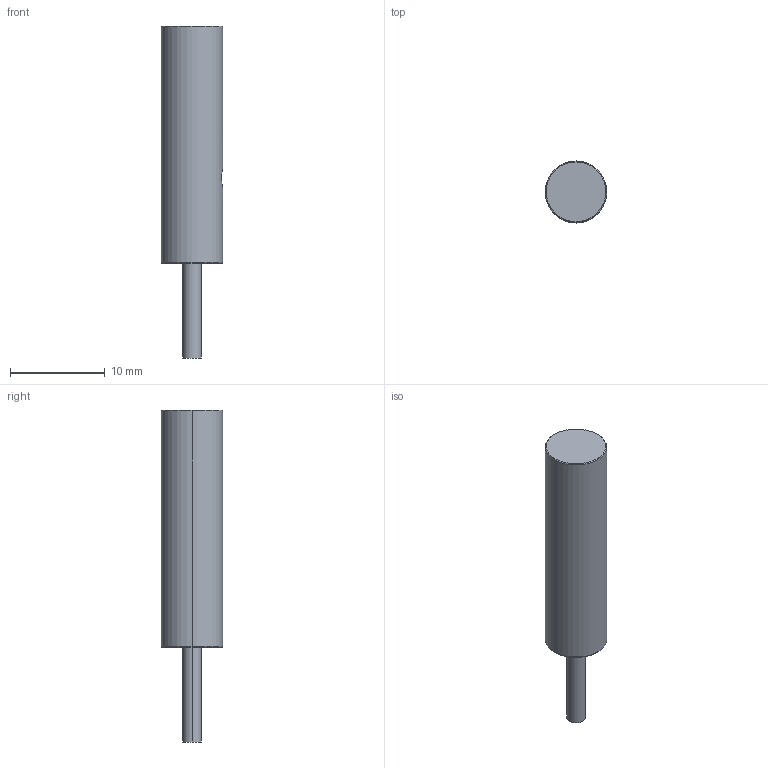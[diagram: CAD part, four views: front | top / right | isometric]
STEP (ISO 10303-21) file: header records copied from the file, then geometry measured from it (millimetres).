
FILE_DESCRIPTION((''),'2;1');
FILE_NAME('PRT0001','2012-02-09T',('dhelisch'),(''),'PRO/ENGINEER BY PARAMETRIC TECHNOLOGY CORPORATION, 2007250','PRO/ENGINEER BY PARAMETRIC TECHNOLOGY CORPORATION, 2007250','');
FILE_SCHEMA(('CONFIG_CONTROL_DESIGN'));
Length unit declared in the file: millimetre
Products named in the file (1): PRT0001
Bounding box: 6.5 x 6.5 x 35 mm (x, y, z)
Volume: 858.9 mm3; surface area: 640.6 mm2
Topology: 1 solids, 1 shells, 12 faces, 79 edges, 74 vertices
Faces by surface type: cylinder 4, torus 4, plane 3, sphere 1
Entity records: 1145 total; most frequent: DIRECTION 133, CARTESIAN_POINT 132, PRESENTATION_STYLE_ASSIGNMENT 94, STYLED_ITEM 91, CURVE_STYLE 84, COLOUR_RGB 75, TRIMMED_CURVE 54, COMPOSITE_CURVE_SEGMENT 48
